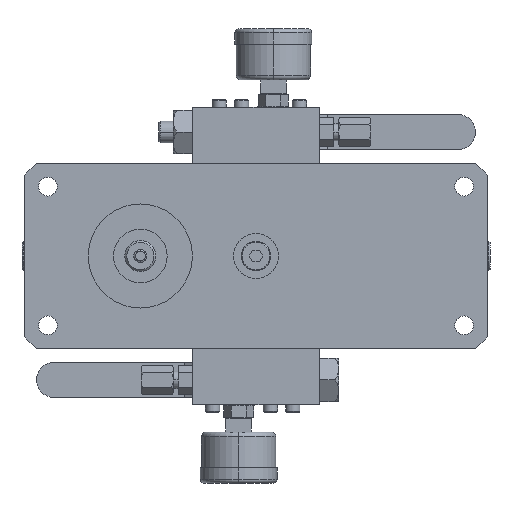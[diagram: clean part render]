
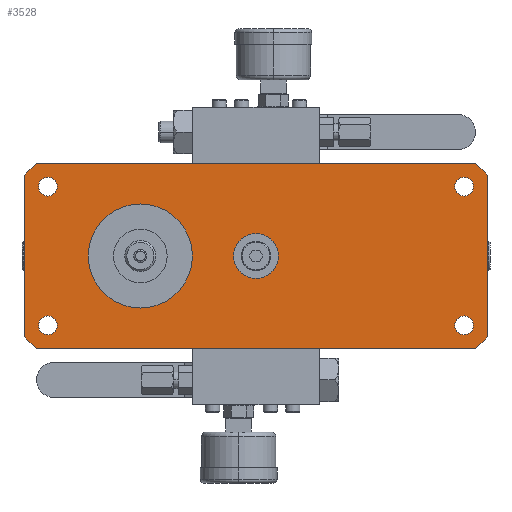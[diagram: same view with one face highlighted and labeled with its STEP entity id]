
A CAD part, front view. The second image highlights one B-rep face of the part: STEP entity #3528.
In plain terms, the highlighted planar face has unit normal (0, -1, 0).
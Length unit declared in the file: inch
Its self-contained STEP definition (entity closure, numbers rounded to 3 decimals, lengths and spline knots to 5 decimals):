
#374=DIRECTION('',(0.,0.,1.));
#375=VECTOR('',#374,3.5);
#376=CARTESIAN_POINT('',(-5.,0.,-1.75));
#377=LINE('',#376,#375);
#378=DIRECTION('',(1.,0.,0.));
#379=VECTOR('',#378,9.5);
#380=CARTESIAN_POINT('',(-4.75,0.,2.));
#381=LINE('',#380,#379);
#382=DIRECTION('',(0.,0.,-1.));
#383=VECTOR('',#382,3.5);
#384=CARTESIAN_POINT('',(5.,0.,1.75));
#385=LINE('',#384,#383);
#386=DIRECTION('',(-1.,0.,0.));
#387=VECTOR('',#386,9.5);
#388=CARTESIAN_POINT('',(4.75,0.,-2.));
#389=LINE('',#388,#387);
#390=CARTESIAN_POINT('',(-2.5,0.,0.));
#391=DIRECTION('',(0.,-1.,0.));
#392=DIRECTION('',(-1.,0.,0.));
#393=AXIS2_PLACEMENT_3D('',#390,#391,#392);
#395=CARTESIAN_POINT('',(-2.5,0.,0.));
#396=DIRECTION('',(0.,-1.,0.));
#397=DIRECTION('',(1.,0.,0.));
#398=AXIS2_PLACEMENT_3D('',#395,#396,#397);
#400=CARTESIAN_POINT('',(-4.5,0.,-1.5));
#401=DIRECTION('',(0.,-1.,0.));
#402=DIRECTION('',(1.,0.,0.));
#403=AXIS2_PLACEMENT_3D('',#400,#401,#402);
#405=CARTESIAN_POINT('',(-4.5,0.,-1.5));
#406=DIRECTION('',(0.,-1.,0.));
#407=DIRECTION('',(-1.,0.,0.));
#408=AXIS2_PLACEMENT_3D('',#405,#406,#407);
#410=CARTESIAN_POINT('',(-4.5,0.,1.5));
#411=DIRECTION('',(0.,-1.,0.));
#412=DIRECTION('',(1.,0.,0.));
#413=AXIS2_PLACEMENT_3D('',#410,#411,#412);
#415=CARTESIAN_POINT('',(-4.5,0.,1.5));
#416=DIRECTION('',(0.,-1.,0.));
#417=DIRECTION('',(-1.,0.,0.));
#418=AXIS2_PLACEMENT_3D('',#415,#416,#417);
#420=CARTESIAN_POINT('',(4.5,0.,-1.5));
#421=DIRECTION('',(0.,-1.,0.));
#422=DIRECTION('',(1.,0.,0.));
#423=AXIS2_PLACEMENT_3D('',#420,#421,#422);
#425=CARTESIAN_POINT('',(4.5,0.,-1.5));
#426=DIRECTION('',(0.,-1.,0.));
#427=DIRECTION('',(-1.,0.,0.));
#428=AXIS2_PLACEMENT_3D('',#425,#426,#427);
#430=CARTESIAN_POINT('',(4.5,0.,1.5));
#431=DIRECTION('',(0.,-1.,0.));
#432=DIRECTION('',(1.,0.,0.));
#433=AXIS2_PLACEMENT_3D('',#430,#431,#432);
#435=CARTESIAN_POINT('',(4.5,0.,1.5));
#436=DIRECTION('',(0.,-1.,0.));
#437=DIRECTION('',(-1.,0.,0.));
#438=AXIS2_PLACEMENT_3D('',#435,#436,#437);
#440=CARTESIAN_POINT('',(0.,0.,0.));
#441=DIRECTION('',(0.,-1.,0.));
#442=DIRECTION('',(-1.,0.,0.));
#443=AXIS2_PLACEMENT_3D('',#440,#441,#442);
#445=CARTESIAN_POINT('',(0.,0.,0.));
#446=DIRECTION('',(0.,-1.,0.));
#447=DIRECTION('',(1.,0.,0.));
#448=AXIS2_PLACEMENT_3D('',#445,#446,#447);
#454=DIRECTION('',(-0.707,0.,-0.707));
#455=VECTOR('',#454,0.35355);
#456=CARTESIAN_POINT('',(-4.75,0.,2.));
#457=LINE('',#456,#455);
#540=DIRECTION('',(-0.707,0.,0.707));
#541=VECTOR('',#540,0.35355);
#542=CARTESIAN_POINT('',(5.,0.,1.75));
#543=LINE('',#542,#541);
#566=DIRECTION('',(0.707,0.,0.707));
#567=VECTOR('',#566,0.35355);
#568=CARTESIAN_POINT('',(4.75,0.,-2.));
#569=LINE('',#568,#567);
#652=DIRECTION('',(0.707,0.,-0.707));
#653=VECTOR('',#652,0.35355);
#654=CARTESIAN_POINT('',(-5.,0.,-1.75));
#655=LINE('',#654,#653);
#2251=CARTESIAN_POINT('',(5.,0.,1.75));
#2253=VERTEX_POINT('',#2251);
#2255=CARTESIAN_POINT('',(4.75,0.,2.));
#2257=VERTEX_POINT('',#2255);
#2259=CARTESIAN_POINT('',(4.75,0.,-2.));
#2261=VERTEX_POINT('',#2259);
#2263=CARTESIAN_POINT('',(5.,0.,-1.75));
#2265=VERTEX_POINT('',#2263);
#2267=CARTESIAN_POINT('',(-4.75,0.,2.));
#2269=VERTEX_POINT('',#2267);
#2271=CARTESIAN_POINT('',(-5.,0.,1.75));
#2273=VERTEX_POINT('',#2271);
#2275=CARTESIAN_POINT('',(-5.,0.,-1.75));
#2277=VERTEX_POINT('',#2275);
#2279=CARTESIAN_POINT('',(-4.75,0.,-2.));
#2281=VERTEX_POINT('',#2279);
#2291=CARTESIAN_POINT('',(-4.297,0.,-1.5));
#2292=CARTESIAN_POINT('',(-4.703,0.,-1.5));
#2293=VERTEX_POINT('',#2291);
#2294=VERTEX_POINT('',#2292);
#2307=CARTESIAN_POINT('',(-4.297,0.,1.5));
#2308=CARTESIAN_POINT('',(-4.703,0.,1.5));
#2309=VERTEX_POINT('',#2307);
#2310=VERTEX_POINT('',#2308);
#2323=CARTESIAN_POINT('',(4.703,0.,-1.5));
#2324=CARTESIAN_POINT('',(4.297,0.,-1.5));
#2325=VERTEX_POINT('',#2323);
#2326=VERTEX_POINT('',#2324);
#2339=CARTESIAN_POINT('',(4.703,0.,1.5));
#2340=CARTESIAN_POINT('',(4.297,0.,1.5));
#2341=VERTEX_POINT('',#2339);
#2342=VERTEX_POINT('',#2340);
#2379=CARTESIAN_POINT('',(-0.485,0.,0.));
#2380=CARTESIAN_POINT('',(0.485,0.,0.));
#2381=VERTEX_POINT('',#2379);
#2382=VERTEX_POINT('',#2380);
#2743=CARTESIAN_POINT('',(-2.985,0.,0.));
#2744=CARTESIAN_POINT('',(-2.015,0.,0.));
#2745=VERTEX_POINT('',#2743);
#2746=VERTEX_POINT('',#2744);
#3470=CARTESIAN_POINT('',(0.,0.,0.));
#3471=DIRECTION('',(0.,1.,0.));
#3472=DIRECTION('',(1.,0.,0.));
#3473=AXIS2_PLACEMENT_3D('',#3470,#3471,#3472);
#3474=PLANE('',#3473);
#3475=ORIENTED_EDGE('',*,*,#3447,.T.);
#3477=ORIENTED_EDGE('',*,*,#3476,.F.);
#3479=ORIENTED_EDGE('',*,*,#3478,.T.);
#3481=ORIENTED_EDGE('',*,*,#3480,.F.);
#3483=ORIENTED_EDGE('',*,*,#3482,.T.);
#3485=ORIENTED_EDGE('',*,*,#3484,.F.);
#3487=ORIENTED_EDGE('',*,*,#3486,.T.);
#3489=ORIENTED_EDGE('',*,*,#3488,.F.);
#3490=EDGE_LOOP('',(#3475,#3477,#3479,#3481,#3483,#3485,#3487,#3489));
#3491=FACE_OUTER_BOUND('',#3490,.F.);
#3493=ORIENTED_EDGE('',*,*,#3492,.T.);
#3495=ORIENTED_EDGE('',*,*,#3494,.T.);
#3496=EDGE_LOOP('',(#3493,#3495));
#3497=FACE_BOUND('',#3496,.F.);
#3499=ORIENTED_EDGE('',*,*,#3498,.T.);
#3501=ORIENTED_EDGE('',*,*,#3500,.T.);
#3502=EDGE_LOOP('',(#3499,#3501));
#3503=FACE_BOUND('',#3502,.F.);
#3505=ORIENTED_EDGE('',*,*,#3504,.T.);
#3507=ORIENTED_EDGE('',*,*,#3506,.T.);
#3508=EDGE_LOOP('',(#3505,#3507));
#3509=FACE_BOUND('',#3508,.F.);
#3511=ORIENTED_EDGE('',*,*,#3510,.T.);
#3513=ORIENTED_EDGE('',*,*,#3512,.T.);
#3514=EDGE_LOOP('',(#3511,#3513));
#3515=FACE_BOUND('',#3514,.F.);
#3517=ORIENTED_EDGE('',*,*,#3516,.T.);
#3519=ORIENTED_EDGE('',*,*,#3518,.T.);
#3520=EDGE_LOOP('',(#3517,#3519));
#3521=FACE_BOUND('',#3520,.F.);
#3523=ORIENTED_EDGE('',*,*,#3522,.T.);
#3525=ORIENTED_EDGE('',*,*,#3524,.T.);
#3526=EDGE_LOOP('',(#3523,#3525));
#3527=FACE_BOUND('',#3526,.F.);
#394=CIRCLE('',#393,0.485);
#399=CIRCLE('',#398,0.485);
#404=CIRCLE('',#403,0.203);
#409=CIRCLE('',#408,0.203);
#414=CIRCLE('',#413,0.203);
#419=CIRCLE('',#418,0.203);
#424=CIRCLE('',#423,0.203);
#429=CIRCLE('',#428,0.203);
#434=CIRCLE('',#433,0.203);
#439=CIRCLE('',#438,0.203);
#444=CIRCLE('',#443,0.485);
#449=CIRCLE('',#448,0.485);
#3447=EDGE_CURVE('',#2277,#2273,#377,.T.);
#3476=EDGE_CURVE('',#2269,#2273,#457,.T.);
#3478=EDGE_CURVE('',#2269,#2257,#381,.T.);
#3480=EDGE_CURVE('',#2253,#2257,#543,.T.);
#3482=EDGE_CURVE('',#2253,#2265,#385,.T.);
#3484=EDGE_CURVE('',#2261,#2265,#569,.T.);
#3486=EDGE_CURVE('',#2261,#2281,#389,.T.);
#3488=EDGE_CURVE('',#2277,#2281,#655,.T.);
#3492=EDGE_CURVE('',#2745,#2746,#394,.T.);
#3494=EDGE_CURVE('',#2746,#2745,#399,.T.);
#3498=EDGE_CURVE('',#2293,#2294,#404,.T.);
#3500=EDGE_CURVE('',#2294,#2293,#409,.T.);
#3504=EDGE_CURVE('',#2309,#2310,#414,.T.);
#3506=EDGE_CURVE('',#2310,#2309,#419,.T.);
#3510=EDGE_CURVE('',#2325,#2326,#424,.T.);
#3512=EDGE_CURVE('',#2326,#2325,#429,.T.);
#3516=EDGE_CURVE('',#2341,#2342,#434,.T.);
#3518=EDGE_CURVE('',#2342,#2341,#439,.T.);
#3522=EDGE_CURVE('',#2381,#2382,#444,.T.);
#3524=EDGE_CURVE('',#2382,#2381,#449,.T.);
#3528=ADVANCED_FACE('',(#3491,#3497,#3503,#3509,#3515,#3521,#3527),#3474,.F.);
